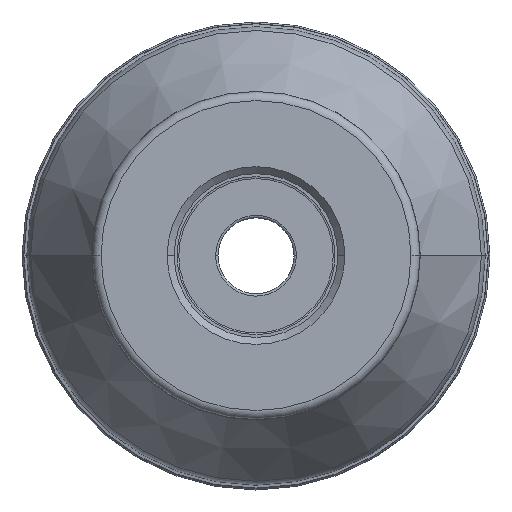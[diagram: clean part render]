
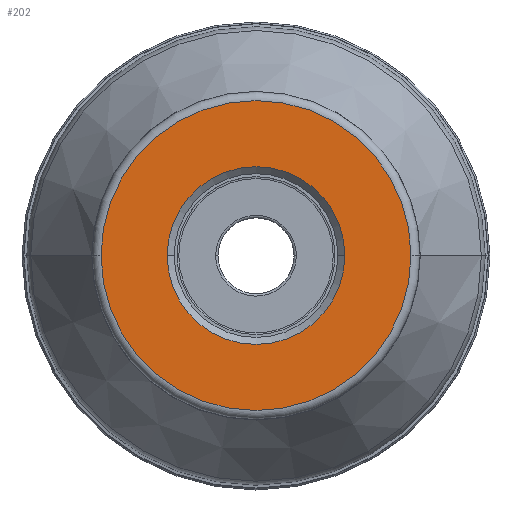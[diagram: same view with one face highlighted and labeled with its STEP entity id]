
A CAD part, top view. The second image highlights one B-rep face of the part: STEP entity #202.
In plain terms, the highlighted planar face has unit normal (0, 0, 1).
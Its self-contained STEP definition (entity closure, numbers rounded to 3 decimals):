
#28=PLANE('',#1930);
#34=FACE_BOUND('',#406,.T.);
#35=FACE_BOUND('',#407,.T.);
#202=ADVANCED_FACE('',(#34,#35),#28,.F.);
#406=EDGE_LOOP('',(#699,#700,#701,#702));
#407=EDGE_LOOP('',(#703,#704,#705,#706));
#699=ORIENTED_EDGE('',*,*,#1210,.T.);
#700=ORIENTED_EDGE('',*,*,#1209,.F.);
#701=ORIENTED_EDGE('',*,*,#1211,.T.);
#702=ORIENTED_EDGE('',*,*,#1212,.F.);
#703=ORIENTED_EDGE('',*,*,#1213,.F.);
#704=ORIENTED_EDGE('',*,*,#1214,.F.);
#705=ORIENTED_EDGE('',*,*,#1215,.F.);
#706=ORIENTED_EDGE('',*,*,#1216,.F.);
#1003=VERTEX_POINT('',#3831);
#1004=VERTEX_POINT('',#3833);
#1005=VERTEX_POINT('',#3838);
#1006=VERTEX_POINT('',#3842);
#1007=VERTEX_POINT('',#3848);
#1008=VERTEX_POINT('',#3849);
#1009=VERTEX_POINT('',#3851);
#1010=VERTEX_POINT('',#3853);
#1209=EDGE_CURVE('',#1004,#1005,#1364,.T.);
#1210=EDGE_CURVE('',#1003,#1005,#1470,.T.);
#1211=EDGE_CURVE('',#1004,#1006,#1471,.T.);
#1212=EDGE_CURVE('',#1003,#1006,#1365,.T.);
#1213=EDGE_CURVE('',#1007,#1008,#1472,.T.);
#1214=EDGE_CURVE('',#1009,#1007,#1473,.T.);
#1215=EDGE_CURVE('',#1010,#1009,#1474,.T.);
#1216=EDGE_CURVE('',#1008,#1010,#1475,.T.);
#1364=B_SPLINE_CURVE_WITH_KNOTS('',3,(#3834,#3835,#3836,#3837),
 .UNSPECIFIED.,.F.,.F.,(4,4),(0.,1.),.UNSPECIFIED.);
#1365=B_SPLINE_CURVE_WITH_KNOTS('',3,(#3843,#3844,#3845,#3846),
 .UNSPECIFIED.,.F.,.F.,(4,4),(0.,1.),.UNSPECIFIED.);
#1470=CIRCLE('',#1923,26.5);
#1471=CIRCLE('',#1925,26.5);
#1472=CIRCLE('',#1926,15.2);
#1473=CIRCLE('',#1927,15.2);
#1474=CIRCLE('',#1928,15.2);
#1475=CIRCLE('',#1929,15.2);
#1923=AXIS2_PLACEMENT_3D('',#3839,#2353,#2354);
#1925=AXIS2_PLACEMENT_3D('',#3841,#2357,#2358);
#1926=AXIS2_PLACEMENT_3D('',#3847,#2359,#2360);
#1927=AXIS2_PLACEMENT_3D('',#3850,#2361,#2362);
#1928=AXIS2_PLACEMENT_3D('',#3852,#2363,#2364);
#1929=AXIS2_PLACEMENT_3D('',#3854,#2365,#2366);
#1930=AXIS2_PLACEMENT_3D('',#3855,#2367,#2368);
#2353=DIRECTION('',(0.,0.,1.));
#2354=DIRECTION('',(-1.,0.001,0.));
#2357=DIRECTION('',(0.,0.,1.));
#2358=DIRECTION('',(1.,-0.001,0.));
#2359=DIRECTION('',(0.,0.,1.));
#2360=DIRECTION('',(0.,-1.,0.));
#2361=DIRECTION('',(0.,0.,1.));
#2362=DIRECTION('',(-1.,0.,0.));
#2363=DIRECTION('',(0.,0.,1.));
#2364=DIRECTION('',(0.,1.,0.));
#2365=DIRECTION('',(0.,0.,1.));
#2366=DIRECTION('',(1.,0.,0.));
#2367=DIRECTION('',(0.,0.,-1.));
#2368=DIRECTION('',(-1.,0.,0.));
#3831=CARTESIAN_POINT('',(26.5,0.,0.));
#3833=CARTESIAN_POINT('',(-26.5,0.,0.));
#3834=CARTESIAN_POINT('',(-26.5,0.,0.));
#3835=CARTESIAN_POINT('',(-26.5,0.007,0.));
#3836=CARTESIAN_POINT('',(-26.5,0.014,0.));
#3837=CARTESIAN_POINT('',(-26.5,0.021,0.));
#3838=CARTESIAN_POINT('',(-26.5,0.021,0.));
#3839=CARTESIAN_POINT('',(0.,0.,0.));
#3841=CARTESIAN_POINT('',(0.,0.,0.));
#3842=CARTESIAN_POINT('',(26.5,-0.021,0.));
#3843=CARTESIAN_POINT('',(26.5,0.,0.));
#3844=CARTESIAN_POINT('',(26.5,-0.007,0.));
#3845=CARTESIAN_POINT('',(26.5,-0.014,0.));
#3846=CARTESIAN_POINT('',(26.5,-0.021,0.));
#3847=CARTESIAN_POINT('',(0.,0.,0.));
#3848=CARTESIAN_POINT('',(0.,-15.2,0.));
#3849=CARTESIAN_POINT('',(15.2,0.,0.));
#3850=CARTESIAN_POINT('',(0.,0.,0.));
#3851=CARTESIAN_POINT('',(-15.2,0.,0.));
#3852=CARTESIAN_POINT('',(0.,0.,0.));
#3853=CARTESIAN_POINT('',(0.,15.2,0.));
#3854=CARTESIAN_POINT('',(0.,0.,0.));
#3855=CARTESIAN_POINT('',(0.,0.,0.));
